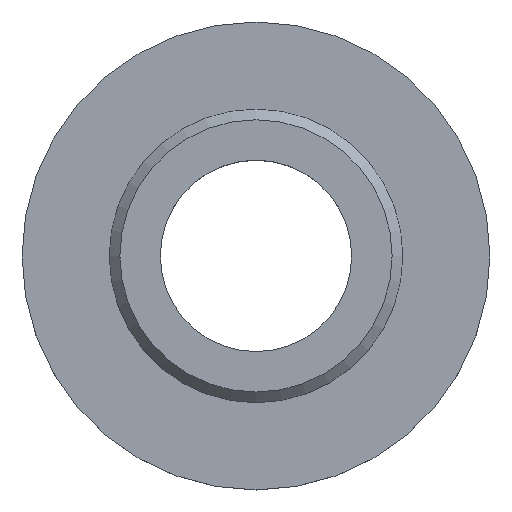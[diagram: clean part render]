
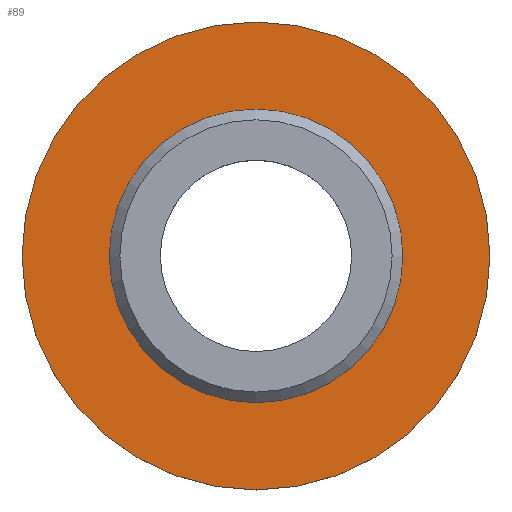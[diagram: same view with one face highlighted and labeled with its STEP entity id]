
A CAD part, top view. The second image highlights one B-rep face of the part: STEP entity #89.
In plain terms, the highlighted planar face has unit normal (0, 0, 1).
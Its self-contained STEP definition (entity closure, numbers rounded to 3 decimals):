
#15=PLANE('',#106);
#26=FACE_BOUND('',#44,.T.);
#27=FACE_BOUND('',#45,.T.);
#44=EDGE_LOOP('',(#79));
#45=EDGE_LOOP('',(#80));
#50=CIRCLE('',#98,6.9);
#53=CIRCLE('',#104,11.);
#57=VERTEX_POINT('',#145);
#60=VERTEX_POINT('',#154);
#64=EDGE_CURVE('',#57,#57,#50,.T.);
#67=EDGE_CURVE('',#60,#60,#53,.T.);
#79=ORIENTED_EDGE('',*,*,#64,.T.);
#80=ORIENTED_EDGE('',*,*,#67,.F.);
#89=ADVANCED_FACE('',(#26,#27),#15,.F.);
#98=AXIS2_PLACEMENT_3D('',#146,#118,#119);
#104=AXIS2_PLACEMENT_3D('',#155,#130,#131);
#106=AXIS2_PLACEMENT_3D('',#158,#134,#135);
#118=DIRECTION('center_axis',(0.,0.,-1.));
#119=DIRECTION('ref_axis',(-1.,0.,0.));
#130=DIRECTION('center_axis',(0.,0.,-1.));
#131=DIRECTION('ref_axis',(-1.,0.,0.));
#134=DIRECTION('center_axis',(0.,0.,-1.));
#135=DIRECTION('ref_axis',(-1.,0.,0.));
#145=CARTESIAN_POINT('',(6.9,0.,1.5));
#146=CARTESIAN_POINT('Origin',(0.,0.,1.5));
#154=CARTESIAN_POINT('',(11.,0.,1.5));
#155=CARTESIAN_POINT('Origin',(0.,0.,1.5));
#158=CARTESIAN_POINT('Origin',(0.,0.,1.5));
